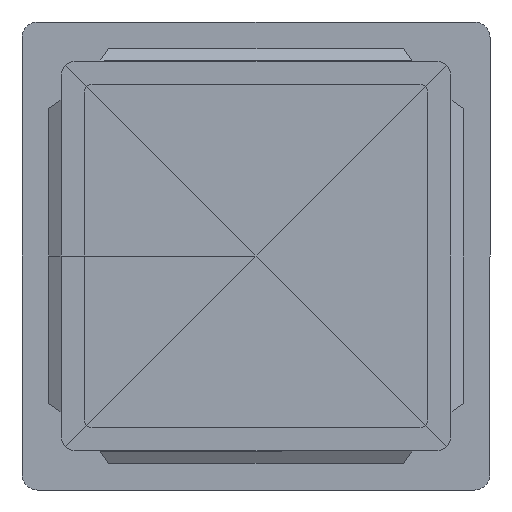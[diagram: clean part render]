
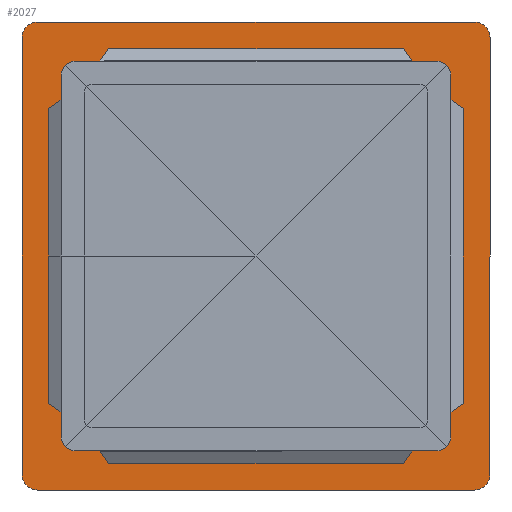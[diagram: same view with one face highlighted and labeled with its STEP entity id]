
A CAD part, front view. The second image highlights one B-rep face of the part: STEP entity #2027.
In plain terms, the highlighted planar face has unit normal (0, -1, 0).
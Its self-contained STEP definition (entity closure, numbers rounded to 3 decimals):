
#5 = AXIS2_PLACEMENT_3D ( 'NONE', #472, #1652, #2640 ) ;
#30 = CARTESIAN_POINT ( 'NONE',  ( 14., 11.5, 14. ) ) ;
#71 = EDGE_CURVE ( 'NONE', #3017, #2549, #907, .T. ) ;
#75 = EDGE_CURVE ( 'NONE', #2148, #2695, #2475, .T. ) ;
#85 = DIRECTION ( 'NONE',  ( 0., -1., 0. ) ) ;
#93 = CARTESIAN_POINT ( 'NONE',  ( -11.5, 11.5, 12.5 ) ) ;
#156 = AXIS2_PLACEMENT_3D ( 'NONE', #2768, #315, #2784 ) ;
#161 = ORIENTED_EDGE ( 'NONE', *, *, #1432, .T. ) ;
#172 = DIRECTION ( 'NONE',  ( 0., 0., 1. ) ) ;
#218 = CARTESIAN_POINT ( 'NONE',  ( 14., 11.5, -15. ) ) ;
#257 = CARTESIAN_POINT ( 'NONE',  ( 11.5, 11.5, -11.5 ) ) ;
#293 = CARTESIAN_POINT ( 'NONE',  ( 11.5, 11.5, -12.5 ) ) ;
#307 = ORIENTED_EDGE ( 'NONE', *, *, #1093, .T. ) ;
#315 = DIRECTION ( 'NONE',  ( 0., -1., 0. ) ) ;
#335 = CIRCLE ( 'NONE', #2130, 1. ) ;
#338 = PLANE ( 'NONE',  #3184 ) ;
#347 = CARTESIAN_POINT ( 'NONE',  ( 14., 11.5, -14. ) ) ;
#362 = LINE ( 'NONE', #1582, #2046 ) ;
#376 = ORIENTED_EDGE ( 'NONE', *, *, #2713, .T. ) ;
#382 = VERTEX_POINT ( 'NONE', #1475 ) ;
#419 = DIRECTION ( 'NONE',  ( 0., 0., -1. ) ) ;
#432 = DIRECTION ( 'NONE',  ( 0., 1., 0. ) ) ;
#437 = DIRECTION ( 'NONE',  ( 0., 0., 1. ) ) ;
#441 = CIRCLE ( 'NONE', #2507, 1. ) ;
#472 = CARTESIAN_POINT ( 'NONE',  ( -11.5, 11.5, -11.5 ) ) ;
#496 = CARTESIAN_POINT ( 'NONE',  ( -12.5, 11.5, -11.5 ) ) ;
#637 = LINE ( 'NONE', #1390, #2791 ) ;
#643 = VERTEX_POINT ( 'NONE', #2635 ) ;
#660 = VECTOR ( 'NONE', #2179, 1000. ) ;
#666 = EDGE_CURVE ( 'NONE', #2148, #2066, #924, .T. ) ;
#694 = VERTEX_POINT ( 'NONE', #1720 ) ;
#706 = VERTEX_POINT ( 'NONE', #496 ) ;
#728 = EDGE_CURVE ( 'NONE', #1207, #1513, #1855, .T. ) ;
#835 = EDGE_CURVE ( 'NONE', #643, #2066, #441, .T. ) ;
#851 = VECTOR ( 'NONE', #419, 1000. ) ;
#907 = LINE ( 'NONE', #1898, #660 ) ;
#920 = CARTESIAN_POINT ( 'NONE',  ( -11.5, 11.5, -12.5 ) ) ;
#924 = LINE ( 'NONE', #1914, #2415 ) ;
#987 = ORIENTED_EDGE ( 'NONE', *, *, #71, .F. ) ;
#1004 = EDGE_CURVE ( 'NONE', #2298, #382, #1325, .T. ) ;
#1013 = EDGE_CURVE ( 'NONE', #1960, #1888, #362, .T. ) ;
#1017 = DIRECTION ( 'NONE',  ( 0., -1., 0. ) ) ;
#1043 = CARTESIAN_POINT ( 'NONE',  ( -15.85, 11.5, -12.5 ) ) ;
#1064 = ORIENTED_EDGE ( 'NONE', *, *, #1721, .F. ) ;
#1075 = FACE_OUTER_BOUND ( 'NONE', #3066, .T. ) ;
#1080 = DIRECTION ( 'NONE',  ( 0., 0., -1. ) ) ;
#1093 = EDGE_CURVE ( 'NONE', #1416, #694, #2941, .T. ) ;
#1099 = VECTOR ( 'NONE', #1572, 1000. ) ;
#1125 = VECTOR ( 'NONE', #2421, 1000. ) ;
#1142 = EDGE_LOOP ( 'NONE', ( #2343, #2754, #2108, #1729, #1968, #1064, #2309, #987, #3110 ) ) ;
#1167 = VECTOR ( 'NONE', #2886, 1000. ) ;
#1168 = CARTESIAN_POINT ( 'NONE',  ( -14., 11.5, 14. ) ) ;
#1207 = VERTEX_POINT ( 'NONE', #2838 ) ;
#1281 = CARTESIAN_POINT ( 'NONE',  ( -15., 11.5, 0. ) ) ;
#1317 = DIRECTION ( 'NONE',  ( 0., 1., 0. ) ) ;
#1325 = CIRCLE ( 'NONE', #1623, 1. ) ;
#1354 = CARTESIAN_POINT ( 'NONE',  ( -15., 11.5, 15.85 ) ) ;
#1368 = CARTESIAN_POINT ( 'NONE',  ( -12.5, 11.5, 0. ) ) ;
#1380 = DIRECTION ( 'NONE',  ( 0., 1., 0. ) ) ;
#1383 = CIRCLE ( 'NONE', #5, 1. ) ;
#1390 = CARTESIAN_POINT ( 'NONE',  ( -15., 11.5, 0. ) ) ;
#1416 = VERTEX_POINT ( 'NONE', #1827 ) ;
#1426 = CARTESIAN_POINT ( 'NONE',  ( -15.85, 11.5, -15. ) ) ;
#1430 = VERTEX_POINT ( 'NONE', #2762 ) ;
#1432 = EDGE_CURVE ( 'NONE', #1430, #1960, #335, .T. ) ;
#1464 = VERTEX_POINT ( 'NONE', #2786 ) ;
#1475 = CARTESIAN_POINT ( 'NONE',  ( 15., 11.5, -14. ) ) ;
#1513 = VERTEX_POINT ( 'NONE', #1281 ) ;
#1545 = EDGE_CURVE ( 'NONE', #382, #1430, #1802, .T. ) ;
#1572 = DIRECTION ( 'NONE',  ( 0., 0., 1. ) ) ;
#1582 = CARTESIAN_POINT ( 'NONE',  ( 15.85, 11.5, 15. ) ) ;
#1593 = CARTESIAN_POINT ( 'NONE',  ( -12.5, 11.5, 15.85 ) ) ;
#1617 = CARTESIAN_POINT ( 'NONE',  ( 12.5, 11.5, 11.5 ) ) ;
#1623 = AXIS2_PLACEMENT_3D ( 'NONE', #347, #85, #2815 ) ;
#1652 = DIRECTION ( 'NONE',  ( 0., 1., 0. ) ) ;
#1703 = VECTOR ( 'NONE', #172, 1000. ) ;
#1720 = CARTESIAN_POINT ( 'NONE',  ( -14., 11.5, -15. ) ) ;
#1721 = EDGE_CURVE ( 'NONE', #1464, #2695, #2551, .T. ) ;
#1729 = ORIENTED_EDGE ( 'NONE', *, *, #666, .F. ) ;
#1753 = CARTESIAN_POINT ( 'NONE',  ( -14., 11.5, 15. ) ) ;
#1762 = EDGE_CURVE ( 'NONE', #1513, #1416, #637, .T. ) ;
#1769 = DIRECTION ( 'NONE',  ( 0., -1., 0. ) ) ;
#1789 = EDGE_CURVE ( 'NONE', #3017, #706, #1383, .T. ) ;
#1802 = LINE ( 'NONE', #2579, #1099 ) ;
#1810 = EDGE_CURVE ( 'NONE', #694, #2298, #2658, .T. ) ;
#1827 = CARTESIAN_POINT ( 'NONE',  ( -15., 11.5, -14. ) ) ;
#1855 = LINE ( 'NONE', #1354, #1167 ) ;
#1888 = VERTEX_POINT ( 'NONE', #1753 ) ;
#1898 = CARTESIAN_POINT ( 'NONE',  ( -15.85, 11.5, -12.5 ) ) ;
#1914 = CARTESIAN_POINT ( 'NONE',  ( 15.85, 11.5, 12.5 ) ) ;
#1960 = VERTEX_POINT ( 'NONE', #2998 ) ;
#1968 = ORIENTED_EDGE ( 'NONE', *, *, #75, .T. ) ;
#1999 = DIRECTION ( 'NONE',  ( 0., 0., 1. ) ) ;
#2027 = ADVANCED_FACE ( 'NONE', ( #2030, #1075 ), #338, .F. ) ;
#2030 = FACE_BOUND ( 'NONE', #1142, .T. ) ;
#2038 = ORIENTED_EDGE ( 'NONE', *, *, #1545, .T. ) ;
#2046 = VECTOR ( 'NONE', #2081, 1000. ) ;
#2066 = VERTEX_POINT ( 'NONE', #93 ) ;
#2081 = DIRECTION ( 'NONE',  ( -1., 0., 0. ) ) ;
#2102 = ORIENTED_EDGE ( 'NONE', *, *, #728, .T. ) ;
#2103 = CARTESIAN_POINT ( 'NONE',  ( 11.5, 11.5, 12.5 ) ) ;
#2107 = LINE ( 'NONE', #1593, #2855 ) ;
#2108 = ORIENTED_EDGE ( 'NONE', *, *, #835, .T. ) ;
#2122 = DIRECTION ( 'NONE',  ( 0., 0., 1. ) ) ;
#2130 = AXIS2_PLACEMENT_3D ( 'NONE', #30, #1017, #1999 ) ;
#2148 = VERTEX_POINT ( 'NONE', #2103 ) ;
#2179 = DIRECTION ( 'NONE',  ( 1., 0., 0. ) ) ;
#2219 = ORIENTED_EDGE ( 'NONE', *, *, #1013, .T. ) ;
#2280 = DIRECTION ( 'NONE',  ( 0., 0., 1. ) ) ;
#2286 = AXIS2_PLACEMENT_3D ( 'NONE', #257, #2763, #2280 ) ;
#2298 = VERTEX_POINT ( 'NONE', #218 ) ;
#2309 = ORIENTED_EDGE ( 'NONE', *, *, #2413, .T. ) ;
#2316 = AXIS2_PLACEMENT_3D ( 'NONE', #2877, #432, #2122 ) ;
#2343 = ORIENTED_EDGE ( 'NONE', *, *, #2678, .F. ) ;
#2344 = CARTESIAN_POINT ( 'NONE',  ( -11.5, 11.5, 11.5 ) ) ;
#2354 = CARTESIAN_POINT ( 'NONE',  ( -12.5, 11.5, 0. ) ) ;
#2393 = DIRECTION ( 'NONE',  ( 0., 0., 1. ) ) ;
#2405 = DIRECTION ( 'NONE',  ( 0., 0., -1. ) ) ;
#2413 = EDGE_CURVE ( 'NONE', #1464, #2549, #2542, .T. ) ;
#2415 = VECTOR ( 'NONE', #2892, 1000. ) ;
#2421 = DIRECTION ( 'NONE',  ( 1., 0., 0. ) ) ;
#2475 = CIRCLE ( 'NONE', #2316, 1. ) ;
#2507 = AXIS2_PLACEMENT_3D ( 'NONE', #2344, #1380, #2393 ) ;
#2542 = CIRCLE ( 'NONE', #2286, 1. ) ;
#2549 = VERTEX_POINT ( 'NONE', #293 ) ;
#2551 = LINE ( 'NONE', #2881, #1703 ) ;
#2579 = CARTESIAN_POINT ( 'NONE',  ( 15., 11.5, -15.85 ) ) ;
#2612 = EDGE_CURVE ( 'NONE', #643, #2952, #2107, .T. ) ;
#2618 = ORIENTED_EDGE ( 'NONE', *, *, #1762, .T. ) ;
#2635 = CARTESIAN_POINT ( 'NONE',  ( -12.5, 11.5, 11.5 ) ) ;
#2640 = DIRECTION ( 'NONE',  ( 0., 0., 1. ) ) ;
#2658 = LINE ( 'NONE', #1426, #1125 ) ;
#2678 = EDGE_CURVE ( 'NONE', #2952, #706, #2849, .T. ) ;
#2695 = VERTEX_POINT ( 'NONE', #1617 ) ;
#2713 = EDGE_CURVE ( 'NONE', #1888, #1207, #2966, .T. ) ;
#2754 = ORIENTED_EDGE ( 'NONE', *, *, #2612, .F. ) ;
#2762 = CARTESIAN_POINT ( 'NONE',  ( 15., 11.5, 14. ) ) ;
#2763 = DIRECTION ( 'NONE',  ( 0., 1., 0. ) ) ;
#2768 = CARTESIAN_POINT ( 'NONE',  ( -14., 11.5, -14. ) ) ;
#2776 = ORIENTED_EDGE ( 'NONE', *, *, #1004, .T. ) ;
#2784 = DIRECTION ( 'NONE',  ( 0., 0., 1. ) ) ;
#2786 = CARTESIAN_POINT ( 'NONE',  ( 12.5, 11.5, -11.5 ) ) ;
#2791 = VECTOR ( 'NONE', #2405, 1000. ) ;
#2794 = ORIENTED_EDGE ( 'NONE', *, *, #1810, .T. ) ;
#2815 = DIRECTION ( 'NONE',  ( 0., 0., 1. ) ) ;
#2838 = CARTESIAN_POINT ( 'NONE',  ( -15., 11.5, 14. ) ) ;
#2849 = LINE ( 'NONE', #2354, #851 ) ;
#2855 = VECTOR ( 'NONE', #1080, 1000. ) ;
#2877 = CARTESIAN_POINT ( 'NONE',  ( 11.5, 11.5, 11.5 ) ) ;
#2881 = CARTESIAN_POINT ( 'NONE',  ( 12.5, 11.5, -15.85 ) ) ;
#2886 = DIRECTION ( 'NONE',  ( 0., 0., -1. ) ) ;
#2892 = DIRECTION ( 'NONE',  ( -1., 0., 0. ) ) ;
#2912 = AXIS2_PLACEMENT_3D ( 'NONE', #1168, #1769, #437 ) ;
#2941 = CIRCLE ( 'NONE', #156, 1. ) ;
#2952 = VERTEX_POINT ( 'NONE', #1368 ) ;
#2966 = CIRCLE ( 'NONE', #2912, 1. ) ;
#2998 = CARTESIAN_POINT ( 'NONE',  ( 14., 11.5, 15. ) ) ;
#3016 = DIRECTION ( 'NONE',  ( 0., 0., 1. ) ) ;
#3017 = VERTEX_POINT ( 'NONE', #920 ) ;
#3066 = EDGE_LOOP ( 'NONE', ( #2038, #161, #2219, #376, #2102, #2618, #307, #2794, #2776 ) ) ;
#3110 = ORIENTED_EDGE ( 'NONE', *, *, #1789, .T. ) ;
#3184 = AXIS2_PLACEMENT_3D ( 'NONE', #1043, #1317, #3016 ) ;
